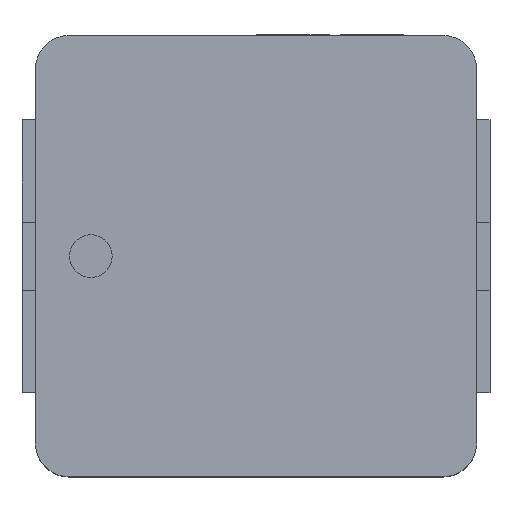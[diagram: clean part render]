
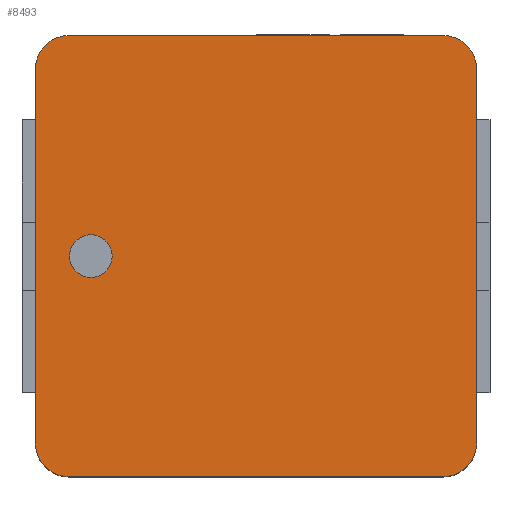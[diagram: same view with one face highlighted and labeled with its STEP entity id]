
A CAD part, top view. The second image highlights one B-rep face of the part: STEP entity #8493.
In plain terms, the highlighted planar face has unit normal (0, 0, 1).
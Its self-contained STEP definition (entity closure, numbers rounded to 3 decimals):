
#3 = VERTEX_POINT ( 'NONE', #11423 ) ;
#285 = CARTESIAN_POINT ( 'NONE',  ( 2.735, 2.735, 2.995 ) ) ;
#438 = VERTEX_POINT ( 'NONE', #10840 ) ;
#944 = VECTOR ( 'NONE', #5615, 1000. ) ;
#1018 = CIRCLE ( 'NONE', #8168, 0.5 ) ;
#1343 = CARTESIAN_POINT ( 'NONE',  ( -2.735, 2.735, 2.995 ) ) ;
#1369 = EDGE_LOOP ( 'NONE', ( #4075, #4716, #11765, #8626, #4350, #12167, #11158, #1472 ) ) ;
#1417 = AXIS2_PLACEMENT_3D ( 'NONE', #11793, #9673, #4817 ) ;
#1441 = AXIS2_PLACEMENT_3D ( 'NONE', #11554, #6614, #12526 ) ;
#1472 = ORIENTED_EDGE ( 'NONE', *, *, #10936, .T. ) ;
#1477 = CARTESIAN_POINT ( 'NONE',  ( 3.235, 2.735, 2.995 ) ) ;
#1641 = LINE ( 'NONE', #7530, #4018 ) ;
#1754 = AXIS2_PLACEMENT_3D ( 'NONE', #285, #8883, #7911 ) ;
#1760 = DIRECTION ( 'NONE',  ( 1., 0., 0. ) ) ;
#2193 = CARTESIAN_POINT ( 'NONE',  ( 3.235, 2.735, 2.995 ) ) ;
#2500 = DIRECTION ( 'NONE',  ( 0., 1., 0. ) ) ;
#2505 = AXIS2_PLACEMENT_3D ( 'NONE', #8218, #8993, #7312 ) ;
#2526 = CARTESIAN_POINT ( 'NONE',  ( -3.235, -2.735, 2.995 ) ) ;
#2616 = VERTEX_POINT ( 'NONE', #9636 ) ;
#2909 = CIRCLE ( 'NONE', #2505, 0.313 ) ;
#3257 = EDGE_CURVE ( 'NONE', #3722, #9454, #2909, .T. ) ;
#3334 = CARTESIAN_POINT ( 'NONE',  ( -3.235, 2.735, 2.995 ) ) ;
#3647 = EDGE_CURVE ( 'NONE', #9454, #3722, #6270, .T. ) ;
#3702 = EDGE_CURVE ( 'NONE', #8596, #10682, #1641, .T. ) ;
#3722 = VERTEX_POINT ( 'NONE', #11565 ) ;
#3757 = CARTESIAN_POINT ( 'NONE',  ( -2.421, 0., 2.995 ) ) ;
#3817 = DIRECTION ( 'NONE',  ( 0., 0., 1. ) ) ;
#4018 = VECTOR ( 'NONE', #1760, 1000. ) ;
#4075 = ORIENTED_EDGE ( 'NONE', *, *, #7375, .T. ) ;
#4350 = ORIENTED_EDGE ( 'NONE', *, *, #5377, .T. ) ;
#4598 = LINE ( 'NONE', #9638, #944 ) ;
#4716 = ORIENTED_EDGE ( 'NONE', *, *, #3702, .T. ) ;
#4817 = DIRECTION ( 'NONE',  ( 1., 0., 0. ) ) ;
#5250 = LINE ( 'NONE', #3334, #6358 ) ;
#5377 = EDGE_CURVE ( 'NONE', #11667, #2616, #9948, .T. ) ;
#5608 = ORIENTED_EDGE ( 'NONE', *, *, #3257, .F. ) ;
#5615 = DIRECTION ( 'NONE',  ( -1., 0., 0. ) ) ;
#5725 = CARTESIAN_POINT ( 'NONE',  ( -2.735, -3.235, 2.995 ) ) ;
#5804 = AXIS2_PLACEMENT_3D ( 'NONE', #12155, #7146, #10161 ) ;
#6086 = EDGE_CURVE ( 'NONE', #10682, #11142, #12472, .T. ) ;
#6220 = DIRECTION ( 'NONE',  ( 0., 0., 1. ) ) ;
#6255 = EDGE_CURVE ( 'NONE', #438, #3, #1018, .T. ) ;
#6270 = CIRCLE ( 'NONE', #7688, 0.313 ) ;
#6358 = VECTOR ( 'NONE', #12109, 1000. ) ;
#6511 = CARTESIAN_POINT ( 'NONE',  ( 3.235, -2.735, 2.995 ) ) ;
#6614 = DIRECTION ( 'NONE',  ( 0., 0., 1. ) ) ;
#6625 = DIRECTION ( 'NONE',  ( 1., 0., 0. ) ) ;
#7146 = DIRECTION ( 'NONE',  ( 0., 0., 1. ) ) ;
#7312 = DIRECTION ( 'NONE',  ( 1., 0., 0. ) ) ;
#7375 = EDGE_CURVE ( 'NONE', #11513, #8596, #7634, .T. ) ;
#7530 = CARTESIAN_POINT ( 'NONE',  ( -2.735, -3.235, 2.995 ) ) ;
#7634 = CIRCLE ( 'NONE', #5804, 0.5 ) ;
#7688 = AXIS2_PLACEMENT_3D ( 'NONE', #3757, #3817, #6625 ) ;
#7911 = DIRECTION ( 'NONE',  ( -1., 0., 0. ) ) ;
#8131 = EDGE_LOOP ( 'NONE', ( #5608, #12114 ) ) ;
#8168 = AXIS2_PLACEMENT_3D ( 'NONE', #1343, #6220, #8335 ) ;
#8180 = CARTESIAN_POINT ( 'NONE',  ( -2.733, 0., 2.995 ) ) ;
#8218 = CARTESIAN_POINT ( 'NONE',  ( -2.421, 0., 2.995 ) ) ;
#8335 = DIRECTION ( 'NONE',  ( 1., 0., 0. ) ) ;
#8396 = LINE ( 'NONE', #1477, #10225 ) ;
#8493 = ADVANCED_FACE ( 'NONE', ( #11364, #12286 ), #12346, .T. ) ;
#8596 = VERTEX_POINT ( 'NONE', #5725 ) ;
#8626 = ORIENTED_EDGE ( 'NONE', *, *, #9195, .T. ) ;
#8693 = CARTESIAN_POINT ( 'NONE',  ( 2.735, -3.235, 2.995 ) ) ;
#8883 = DIRECTION ( 'NONE',  ( 0., 0., 1. ) ) ;
#8993 = DIRECTION ( 'NONE',  ( 0., 0., 1. ) ) ;
#9195 = EDGE_CURVE ( 'NONE', #11142, #11667, #8396, .T. ) ;
#9454 = VERTEX_POINT ( 'NONE', #8180 ) ;
#9636 = CARTESIAN_POINT ( 'NONE',  ( 2.735, 3.235, 2.995 ) ) ;
#9638 = CARTESIAN_POINT ( 'NONE',  ( -2.735, 3.235, 2.995 ) ) ;
#9673 = DIRECTION ( 'NONE',  ( 0., 0., 1. ) ) ;
#9948 = CIRCLE ( 'NONE', #1754, 0.5 ) ;
#10161 = DIRECTION ( 'NONE',  ( 1., 0., 0. ) ) ;
#10225 = VECTOR ( 'NONE', #2500, 1000. ) ;
#10682 = VERTEX_POINT ( 'NONE', #8693 ) ;
#10840 = CARTESIAN_POINT ( 'NONE',  ( -2.735, 3.235, 2.995 ) ) ;
#10936 = EDGE_CURVE ( 'NONE', #3, #11513, #5250, .T. ) ;
#11142 = VERTEX_POINT ( 'NONE', #6511 ) ;
#11143 = EDGE_CURVE ( 'NONE', #2616, #438, #4598, .T. ) ;
#11158 = ORIENTED_EDGE ( 'NONE', *, *, #6255, .T. ) ;
#11364 = FACE_OUTER_BOUND ( 'NONE', #1369, .T. ) ;
#11423 = CARTESIAN_POINT ( 'NONE',  ( -3.235, 2.735, 2.995 ) ) ;
#11513 = VERTEX_POINT ( 'NONE', #2526 ) ;
#11554 = CARTESIAN_POINT ( 'NONE',  ( -2.735, -2.735, 2.995 ) ) ;
#11565 = CARTESIAN_POINT ( 'NONE',  ( -2.108, 0., 2.995 ) ) ;
#11667 = VERTEX_POINT ( 'NONE', #2193 ) ;
#11765 = ORIENTED_EDGE ( 'NONE', *, *, #6086, .T. ) ;
#11793 = CARTESIAN_POINT ( 'NONE',  ( 2.735, -2.735, 2.995 ) ) ;
#12109 = DIRECTION ( 'NONE',  ( 0., -1., 0. ) ) ;
#12114 = ORIENTED_EDGE ( 'NONE', *, *, #3647, .F. ) ;
#12155 = CARTESIAN_POINT ( 'NONE',  ( -2.735, -2.735, 2.995 ) ) ;
#12167 = ORIENTED_EDGE ( 'NONE', *, *, #11143, .T. ) ;
#12286 = FACE_BOUND ( 'NONE', #8131, .T. ) ;
#12346 = PLANE ( 'NONE',  #1441 ) ;
#12472 = CIRCLE ( 'NONE', #1417, 0.5 ) ;
#12526 = DIRECTION ( 'NONE',  ( 1., 0., 0. ) ) ;
